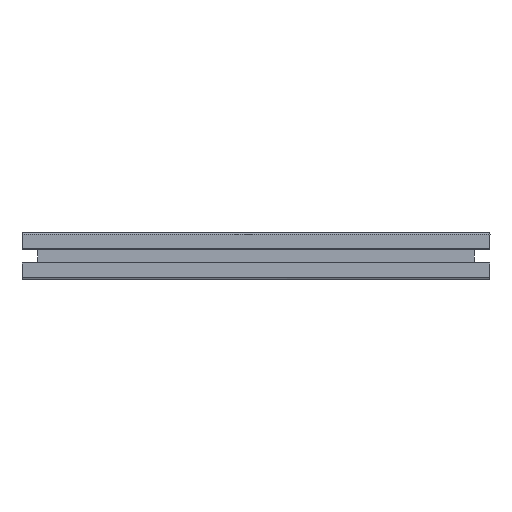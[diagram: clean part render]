
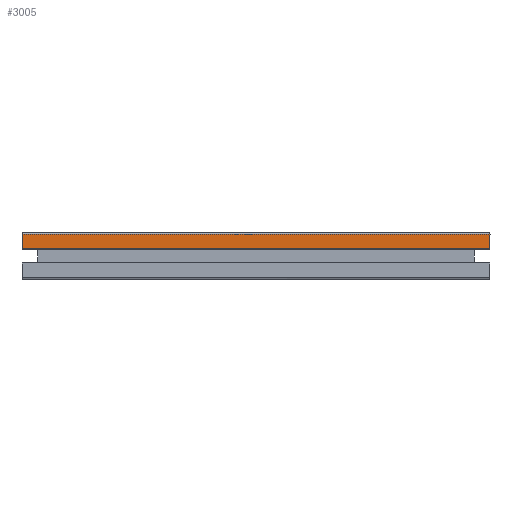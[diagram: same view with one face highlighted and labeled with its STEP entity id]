
A CAD part, top view. The second image highlights one B-rep face of the part: STEP entity #3005.
In plain terms, the highlighted planar face has unit normal (0, 0, 1).
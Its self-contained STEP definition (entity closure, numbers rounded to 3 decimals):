
#165=FACE_OUTER_BOUND('',#324,.T.);
#324=EDGE_LOOP('',(#2363,#2364,#2365,#2366));
#564=LINE('',#4333,#876);
#745=LINE('',#4898,#1057);
#746=LINE('',#4901,#1058);
#747=LINE('',#4902,#1059);
#876=VECTOR('',#3418,10.);
#1057=VECTOR('',#3937,10.);
#1058=VECTOR('',#3940,10.);
#1059=VECTOR('',#3941,10.);
#1191=VERTEX_POINT('',#4330);
#1192=VERTEX_POINT('',#4332);
#1407=VERTEX_POINT('',#4896);
#1408=VERTEX_POINT('',#4900);
#1495=EDGE_CURVE('',#1191,#1192,#564,.T.);
#1778=EDGE_CURVE('',#1192,#1407,#745,.T.);
#1779=EDGE_CURVE('',#1407,#1408,#746,.T.);
#1780=EDGE_CURVE('',#1191,#1408,#747,.T.);
#2363=ORIENTED_EDGE('',*,*,#1779,.F.);
#2364=ORIENTED_EDGE('',*,*,#1778,.F.);
#2365=ORIENTED_EDGE('',*,*,#1495,.F.);
#2366=ORIENTED_EDGE('',*,*,#1780,.T.);
#2890=PLANE('',#3278);
#3005=ADVANCED_FACE('',(#165),#2890,.T.);
#3278=AXIS2_PLACEMENT_3D('',#4899,#3938,#3939);
#3418=DIRECTION('',(0.,1.,0.));
#3937=DIRECTION('',(1.,0.,0.));
#3938=DIRECTION('center_axis',(0.,0.,
1.));
#3939=DIRECTION('ref_axis',(0.,-1.,0.));
#3940=DIRECTION('',(0.,-1.,0.));
#3941=DIRECTION('',(1.,0.,0.));
#4330=CARTESIAN_POINT('',(250.045,19.5,35.));
#4332=CARTESIAN_POINT('',(250.045,29.,35.));
#4333=CARTESIAN_POINT('',(250.045,22.,35.));
#4896=CARTESIAN_POINT('',(550.045,29.,35.));
#4898=CARTESIAN_POINT('',(65.,29.,35.));
#4899=CARTESIAN_POINT('Origin',(65.,29.,35.));
#4900=CARTESIAN_POINT('',(550.045,19.5,35.));
#4901=CARTESIAN_POINT('',(550.045,22.,35.));
#4902=CARTESIAN_POINT('',(65.,19.5,35.));
